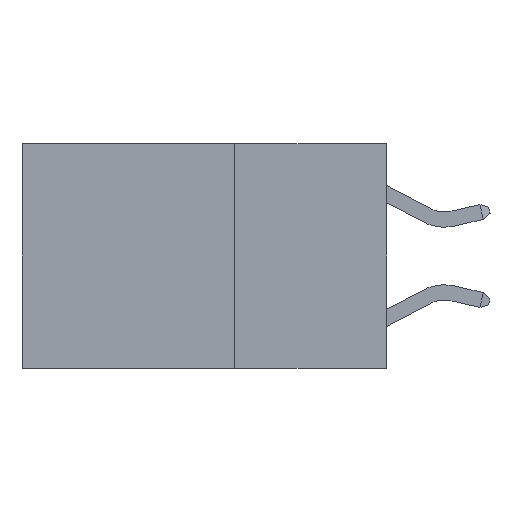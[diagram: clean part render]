
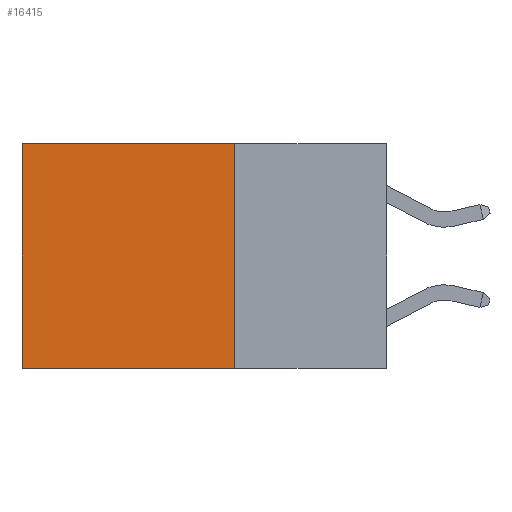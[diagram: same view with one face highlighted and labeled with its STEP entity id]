
A CAD part, left-side view. The second image highlights one B-rep face of the part: STEP entity #16415.
In plain terms, the highlighted planar face has unit normal (-1, 0, 0).
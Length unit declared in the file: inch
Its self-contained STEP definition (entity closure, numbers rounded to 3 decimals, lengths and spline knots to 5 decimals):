
#1258 = CARTESIAN_POINT ( 'NONE',  ( 0.2625, 0.25, -0.37 ) ) ;
#1698 = FACE_OUTER_BOUND ( 'NONE', #16171, .T. ) ;
#1803 = VERTEX_POINT ( 'NONE', #2666 ) ;
#1860 = CARTESIAN_POINT ( 'NONE',  ( 0.2625, 0.6, 0. ) ) ;
#2575 = DIRECTION ( 'NONE',  ( 0., 1., 0. ) ) ;
#2651 = PLANE ( 'NONE',  #10823 ) ;
#2666 = CARTESIAN_POINT ( 'NONE',  ( 0.2625, 0.25, 0. ) ) ;
#2871 = CARTESIAN_POINT ( 'NONE',  ( 0.2625, 0.25, -0.37 ) ) ;
#4008 = DIRECTION ( 'NONE',  ( 1., 0., 0. ) ) ;
#4666 = CARTESIAN_POINT ( 'NONE',  ( 0.2625, 0.25, 0. ) ) ;
#5338 = CARTESIAN_POINT ( 'NONE',  ( 0.2625, 0.6, 0. ) ) ;
#5544 = LINE ( 'NONE', #5338, #15840 ) ;
#6593 = VERTEX_POINT ( 'NONE', #9687 ) ;
#7227 = VERTEX_POINT ( 'NONE', #2871 ) ;
#8087 = LINE ( 'NONE', #13649, #10825 ) ;
#8297 = DIRECTION ( 'NONE',  ( 0., 0., -1. ) ) ;
#9687 = CARTESIAN_POINT ( 'NONE',  ( 0.2625, 0.6, -0.37 ) ) ;
#9737 = ORIENTED_EDGE ( 'NONE', *, *, #14811, .T. ) ;
#10823 = AXIS2_PLACEMENT_3D ( 'NONE', #12086, #4008, #13437 ) ;
#10825 = VECTOR ( 'NONE', #8297, 39.37008 ) ;
#11042 = VERTEX_POINT ( 'NONE', #1860 ) ;
#11708 = VECTOR ( 'NONE', #2575, 39.37008 ) ;
#12086 = CARTESIAN_POINT ( 'NONE',  ( 0.2625, 0.25, 0. ) ) ;
#12500 = ORIENTED_EDGE ( 'NONE', *, *, #14268, .F. ) ;
#13437 = DIRECTION ( 'NONE',  ( 0., 0., -1. ) ) ;
#13649 = CARTESIAN_POINT ( 'NONE',  ( 0.2625, 0.25, 0. ) ) ;
#14071 = DIRECTION ( 'NONE',  ( 0., 1., 0. ) ) ;
#14268 = EDGE_CURVE ( 'NONE', #7227, #6593, #14858, .T. ) ;
#14419 = LINE ( 'NONE', #4666, #16301 ) ;
#14811 = EDGE_CURVE ( 'NONE', #1803, #11042, #14419, .T. ) ;
#14858 = LINE ( 'NONE', #1258, #11708 ) ;
#15151 = EDGE_CURVE ( 'NONE', #1803, #7227, #8087, .T. ) ;
#15734 = EDGE_CURVE ( 'NONE', #11042, #6593, #5544, .T. ) ;
#15840 = VECTOR ( 'NONE', #16092, 39.37008 ) ;
#16092 = DIRECTION ( 'NONE',  ( 0., 0., -1. ) ) ;
#16171 = EDGE_LOOP ( 'NONE', ( #17444, #12500, #17332, #9737 ) ) ;
#16301 = VECTOR ( 'NONE', #14071, 39.37008 ) ;
#16415 = ADVANCED_FACE ( 'NONE', ( #1698 ), #2651, .F. ) ;
#17332 = ORIENTED_EDGE ( 'NONE', *, *, #15151, .F. ) ;
#17444 = ORIENTED_EDGE ( 'NONE', *, *, #15734, .T. ) ;
